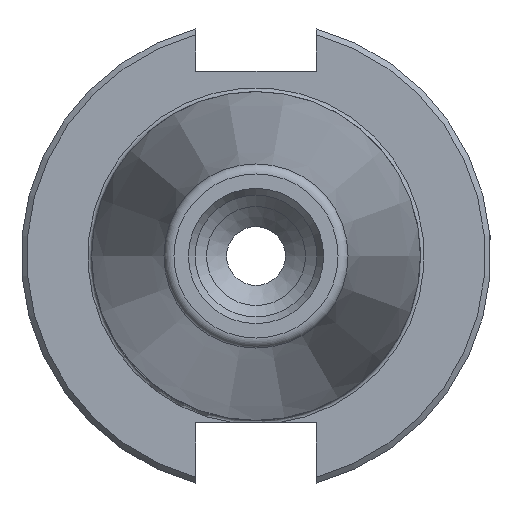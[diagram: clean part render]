
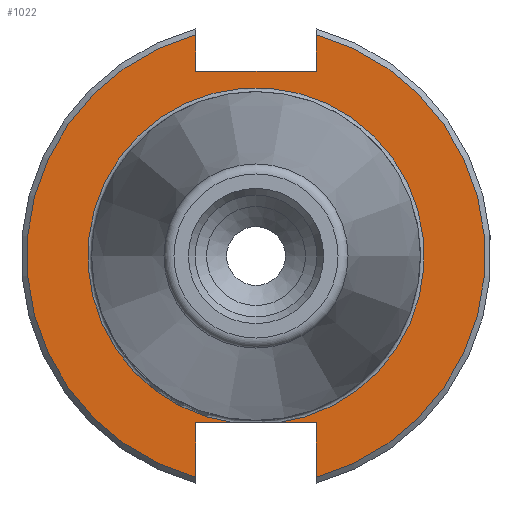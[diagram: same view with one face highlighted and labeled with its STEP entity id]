
A CAD part, left-side view. The second image highlights one B-rep face of the part: STEP entity #1022.
In plain terms, the highlighted planar face has unit normal (-1, 0, 0).
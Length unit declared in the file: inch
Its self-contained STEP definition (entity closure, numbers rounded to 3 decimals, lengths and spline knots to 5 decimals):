
#319=CARTESIAN_POINT('',(0.125,-0.11172,-0.888));
#320=VERTEX_POINT('',#319);
#321=CARTESIAN_POINT('',(0.125,0.11172,-0.888));
#322=VERTEX_POINT('',#321);
#336=CARTESIAN_POINT('',(0.125,0.0,0.0));
#337=DIRECTION('',(-1.0,0.0,0.0));
#338=DIRECTION('',(0.0,-1.0,0.0));
#339=AXIS2_PLACEMENT_3D('',#336,#337,#338);
#340=CIRCLE('',#339,0.895);
#341=EDGE_CURVE('',#320,#322,#340,.T.);
#639=CARTESIAN_POINT('',(0.125,0.32,-0.888));
#640=VERTEX_POINT('',#639);
#647=CARTESIAN_POINT('',(0.125,0.32,-1.17729));
#648=VERTEX_POINT('',#647);
#649=CARTESIAN_POINT('',(0.125,0.32,-1.17729));
#650=DIRECTION('',(0.0,0.0,1.0));
#651=VECTOR('',#650,0.28929);
#652=LINE('',#649,#651);
#653=EDGE_CURVE('',#648,#640,#652,.T.);
#895=CARTESIAN_POINT('',(0.125,-0.32,-1.17729));
#896=VERTEX_POINT('',#895);
#910=CARTESIAN_POINT('',(0.125,-0.32,-0.888));
#911=VERTEX_POINT('',#910);
#912=CARTESIAN_POINT('',(0.125,-0.32,-0.888));
#913=DIRECTION('',(0.0,0.0,-1.0));
#914=VECTOR('',#913,0.28929);
#915=LINE('',#912,#914);
#916=EDGE_CURVE('',#911,#896,#915,.T.);
#943=CARTESIAN_POINT('',(0.125,-0.32,1.17729));
#944=VERTEX_POINT('',#943);
#958=CARTESIAN_POINT('',(0.125,0.0,0.0));
#959=DIRECTION('',(1.0,0.0,0.0));
#960=DIRECTION('',(0.0,-1.0,0.0));
#961=AXIS2_PLACEMENT_3D('',#958,#959,#960);
#962=CIRCLE('',#961,1.22);
#963=EDGE_CURVE('',#944,#896,#962,.T.);
#968=CARTESIAN_POINT('',(0.125,1.0625,0.0));
#969=DIRECTION('',(-1.0,0.0,0.0));
#970=DIRECTION('',(0.0,0.0,1.0));
#971=AXIS2_PLACEMENT_3D('',#968,#969,#970);
#972=PLANE('',#971);
#973=ORIENTED_EDGE('',*,*,#341,.F.);
#974=CARTESIAN_POINT('',(0.125,-0.11172,-0.888));
#975=DIRECTION('',(0.0,-1.0,0.0));
#976=VECTOR('',#975,0.20828);
#977=LINE('',#974,#976);
#978=EDGE_CURVE('',#320,#911,#977,.T.);
#979=ORIENTED_EDGE('',*,*,#978,.T.);
#980=ORIENTED_EDGE('',*,*,#916,.T.);
#981=ORIENTED_EDGE('',*,*,#963,.F.);
#982=CARTESIAN_POINT('',(0.125,-0.32,0.983));
#983=VERTEX_POINT('',#982);
#984=CARTESIAN_POINT('',(0.125,-0.32,1.17729));
#985=DIRECTION('',(0.0,0.0,-1.0));
#986=VECTOR('',#985,0.19429);
#987=LINE('',#984,#986);
#988=EDGE_CURVE('',#944,#983,#987,.T.);
#989=ORIENTED_EDGE('',*,*,#988,.T.);
#990=CARTESIAN_POINT('',(0.125,0.32,0.983));
#991=VERTEX_POINT('',#990);
#992=CARTESIAN_POINT('',(0.125,-0.32,0.983));
#993=DIRECTION('',(0.0,1.0,0.0));
#994=VECTOR('',#993,0.64);
#995=LINE('',#992,#994);
#996=EDGE_CURVE('',#983,#991,#995,.T.);
#997=ORIENTED_EDGE('',*,*,#996,.T.);
#998=CARTESIAN_POINT('',(0.125,0.32,1.17729));
#999=VERTEX_POINT('',#998);
#1000=CARTESIAN_POINT('',(0.125,0.32,0.983));
#1001=DIRECTION('',(0.0,0.0,1.0));
#1002=VECTOR('',#1001,0.19429);
#1003=LINE('',#1000,#1002);
#1004=EDGE_CURVE('',#991,#999,#1003,.T.);
#1005=ORIENTED_EDGE('',*,*,#1004,.T.);
#1006=CARTESIAN_POINT('',(0.125,0.0,0.0));
#1007=DIRECTION('',(1.0,0.0,0.0));
#1008=DIRECTION('',(0.0,1.0,0.0));
#1009=AXIS2_PLACEMENT_3D('',#1006,#1007,#1008);
#1010=CIRCLE('',#1009,1.22);
#1011=EDGE_CURVE('',#648,#999,#1010,.T.);
#1012=ORIENTED_EDGE('',*,*,#1011,.F.);
#1013=ORIENTED_EDGE('',*,*,#653,.T.);
#1014=CARTESIAN_POINT('',(0.125,0.32,-0.888));
#1015=DIRECTION('',(0.0,-1.0,0.0));
#1016=VECTOR('',#1015,0.20828);
#1017=LINE('',#1014,#1016);
#1018=EDGE_CURVE('',#640,#322,#1017,.T.);
#1019=ORIENTED_EDGE('',*,*,#1018,.T.);
#1020=EDGE_LOOP('',(#973,#979,#980,#981,#989,#997,#1005,#1012,#1013,#1019));
#1021=FACE_OUTER_BOUND('',#1020,.T.);
#1022=ADVANCED_FACE('',(#1021),#972,.T.);
